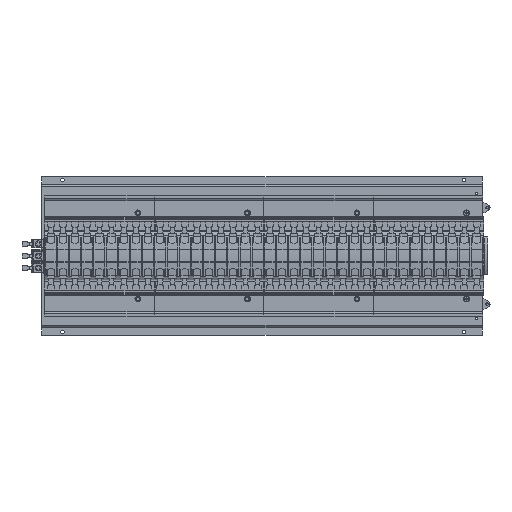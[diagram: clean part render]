
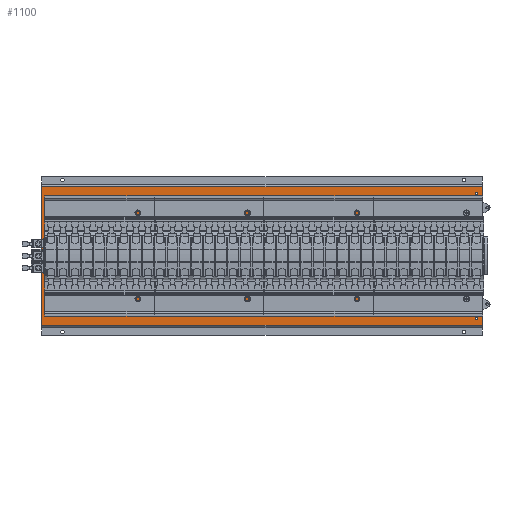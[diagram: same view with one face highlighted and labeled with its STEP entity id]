
A CAD part, top view. The second image highlights one B-rep face of the part: STEP entity #1100.
In plain terms, the highlighted face is planar.
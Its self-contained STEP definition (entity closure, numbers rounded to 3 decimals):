
#28=DIRECTION('',(-1.,0.,0.));
#29=VECTOR('',#28,205.2);
#30=CARTESIAN_POINT('',(102.6,0.,540.));
#31=LINE('',#30,#29);
#246=DIRECTION('',(0.,0.,-1.));
#247=VECTOR('',#246,652.);
#248=CARTESIAN_POINT('',(102.6,0.,540.));
#249=LINE('',#248,#247);
#250=CARTESIAN_POINT('',(-91.85,0.,531.52));
#251=DIRECTION('',(0.,-1.,0.));
#252=DIRECTION('',(1.,0.,0.));
#253=AXIS2_PLACEMENT_3D('',#250,#251,#252);
#255=CARTESIAN_POINT('',(-91.85,0.,531.52));
#256=DIRECTION('',(0.,-1.,0.));
#257=DIRECTION('',(-1.,0.,0.));
#258=AXIS2_PLACEMENT_3D('',#255,#256,#257);
#260=CARTESIAN_POINT('',(91.85,0.,531.52));
#261=DIRECTION('',(0.,-1.,0.));
#262=DIRECTION('',(-1.,0.,0.));
#263=AXIS2_PLACEMENT_3D('',#260,#261,#262);
#265=CARTESIAN_POINT('',(91.85,0.,531.52));
#266=DIRECTION('',(0.,-1.,0.));
#267=DIRECTION('',(1.,0.,0.));
#268=AXIS2_PLACEMENT_3D('',#265,#266,#267);
#270=DIRECTION('',(0.,0.,-1.));
#271=VECTOR('',#270,652.);
#272=CARTESIAN_POINT('',(-102.6,0.,540.));
#273=LINE('',#272,#271);
#372=DIRECTION('',(-1.,0.,0.));
#373=VECTOR('',#372,205.2);
#374=CARTESIAN_POINT('',(102.6,0.,-112.));
#375=LINE('',#374,#373);
#622=CARTESIAN_POINT('',(102.6,0.,540.));
#623=VERTEX_POINT('',#622);
#624=CARTESIAN_POINT('',(-102.6,0.,540.));
#625=VERTEX_POINT('',#624);
#662=CARTESIAN_POINT('',(102.6,0.,-112.));
#663=VERTEX_POINT('',#662);
#664=CARTESIAN_POINT('',(-102.6,0.,-112.));
#665=VERTEX_POINT('',#664);
#754=CARTESIAN_POINT('',(-90.05,0.,531.52));
#755=CARTESIAN_POINT('',(-93.65,0.,531.52));
#756=VERTEX_POINT('',#754);
#757=VERTEX_POINT('',#755);
#758=CARTESIAN_POINT('',(90.05,0.,531.52));
#759=CARTESIAN_POINT('',(93.65,0.,531.52));
#760=VERTEX_POINT('',#758);
#761=VERTEX_POINT('',#759);
#1075=CARTESIAN_POINT('',(102.6,0.,540.));
#1076=DIRECTION('',(0.,1.,0.));
#1077=DIRECTION('',(-1.,0.,0.));
#1078=AXIS2_PLACEMENT_3D('',#1075,#1076,#1077);
#1079=PLANE('',#1078);
#1080=ORIENTED_EDGE('',*,*,#787,.T.);
#1082=ORIENTED_EDGE('',*,*,#1081,.T.);
#1084=ORIENTED_EDGE('',*,*,#1083,.F.);
#1085=ORIENTED_EDGE('',*,*,#1067,.F.);
#1086=EDGE_LOOP('',(#1080,#1082,#1084,#1085));
#1087=FACE_OUTER_BOUND('',#1086,.F.);
#1089=ORIENTED_EDGE('',*,*,#1088,.F.);
#1091=ORIENTED_EDGE('',*,*,#1090,.F.);
#1092=EDGE_LOOP('',(#1089,#1091));
#1093=FACE_BOUND('',#1092,.F.);
#1095=ORIENTED_EDGE('',*,*,#1094,.F.);
#1097=ORIENTED_EDGE('',*,*,#1096,.F.);
#1098=EDGE_LOOP('',(#1095,#1097));
#1099=FACE_BOUND('',#1098,.F.);
#1100=ADVANCED_FACE('',(#1087,#1093,#1099),#1079,.T.);
#254=CIRCLE('',#253,1.8);
#259=CIRCLE('',#258,1.8);
#264=CIRCLE('',#263,1.8);
#269=CIRCLE('',#268,1.8);
#787=EDGE_CURVE('',#623,#625,#31,.T.);
#1067=EDGE_CURVE('',#623,#663,#249,.T.);
#1081=EDGE_CURVE('',#625,#665,#273,.T.);
#1083=EDGE_CURVE('',#663,#665,#375,.T.);
#1088=EDGE_CURVE('',#756,#757,#254,.T.);
#1090=EDGE_CURVE('',#757,#756,#259,.T.);
#1094=EDGE_CURVE('',#760,#761,#264,.T.);
#1096=EDGE_CURVE('',#761,#760,#269,.T.);
